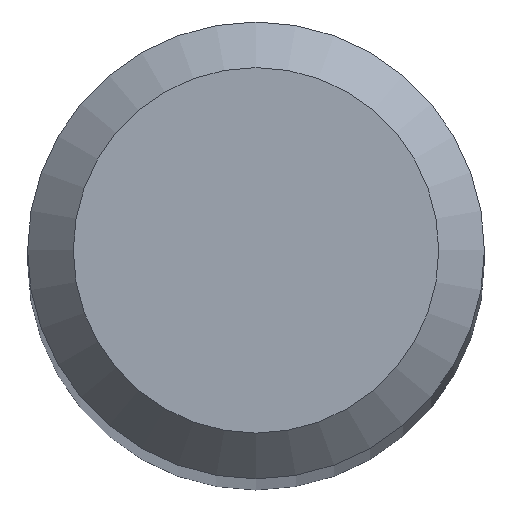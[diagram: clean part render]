
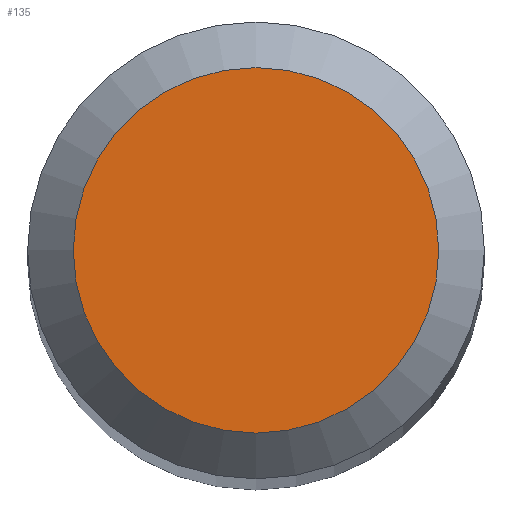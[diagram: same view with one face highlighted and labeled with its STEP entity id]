
A CAD part, top view. The second image highlights one B-rep face of the part: STEP entity #135.
In plain terms, the highlighted planar face has unit normal (0, 0, 1).
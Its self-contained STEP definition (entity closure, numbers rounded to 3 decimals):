
#28 = AXIS2_PLACEMENT_3D ( 'NONE', #168, #57, #212 ) ;
#48 = AXIS2_PLACEMENT_3D ( 'NONE', #61, #270, #242 ) ;
#57 = DIRECTION ( 'NONE',  ( 0., 0., -1. ) ) ;
#61 = CARTESIAN_POINT ( 'NONE',  ( 0., 0., 46. ) ) ;
#78 = PLANE ( 'NONE',  #28 ) ;
#121 = CIRCLE ( 'NONE', #48, 1.2 ) ;
#135 = ADVANCED_FACE ( 'NONE', ( #193 ), #78, .F. ) ;
#158 = ORIENTED_EDGE ( 'NONE', *, *, #256, .F. ) ;
#168 = CARTESIAN_POINT ( 'NONE',  ( 0., 0., 46. ) ) ;
#193 = FACE_OUTER_BOUND ( 'NONE', #268, .T. ) ;
#207 = VERTEX_POINT ( 'NONE', #299 ) ;
#212 = DIRECTION ( 'NONE',  ( 0., 1., 0. ) ) ;
#242 = DIRECTION ( 'NONE',  ( 0., 1., 0. ) ) ;
#256 = EDGE_CURVE ( 'NONE', #207, #207, #121, .T. ) ;
#268 = EDGE_LOOP ( 'NONE', ( #158 ) ) ;
#270 = DIRECTION ( 'NONE',  ( 0., 0., -1. ) ) ;
#299 = CARTESIAN_POINT ( 'NONE',  ( 0., 1.2, 46. ) ) ;
